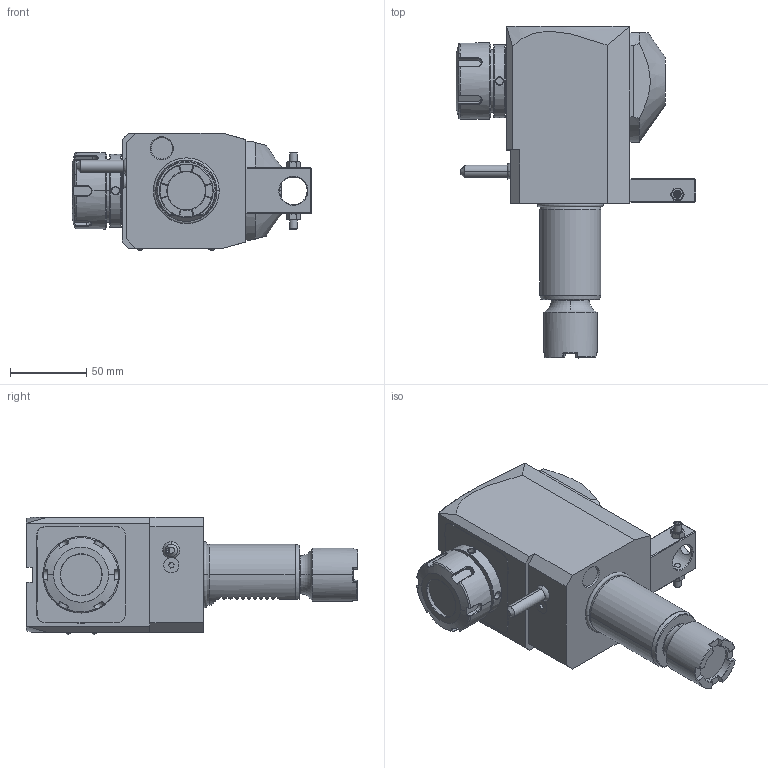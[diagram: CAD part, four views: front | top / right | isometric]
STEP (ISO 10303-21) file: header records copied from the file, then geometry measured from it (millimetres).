
FILE_DESCRIPTION((''),'2;1');
FILE_NAME('NGT1_40_251_32_2_2_80JB','2017-03-10T',('vali'),('NOVA GRUP'),'PRO/ENGINEER BY PARAMETRIC TECHNOLOGY CORPORATION, 2010280','PRO/ENGINEER BY PARAMETRIC TECHNOLOGY CORPORATION, 2010280','');
FILE_SCHEMA(('CONFIG_CONTROL_DESIGN'));
Length unit declared in the file: millimetre
Products named in the file (1): NGT1_40_251_32_2_2_80JB
Bounding box: 156.6 x 217 x 76.6 mm (x, y, z)
Volume: 926919.2 mm3; surface area: 76856.6 mm2
Topology: 1 solids, 1 shells, 466 faces, 1191 edges, 738 vertices
Faces by surface type: plane 209, cylinder 92, cone 77, bspline 66, torus 14, sphere 6, extrusion 2
Entity records: 19900 total; most frequent: CARTESIAN_POINT 9553, ORIENTED_EDGE 2350, DIRECTION 1781, EDGE_CURVE 1175, VERTEX_POINT 738, AXIS2_PLACEMENT_3D 627, VECTOR 527, LINE 525
